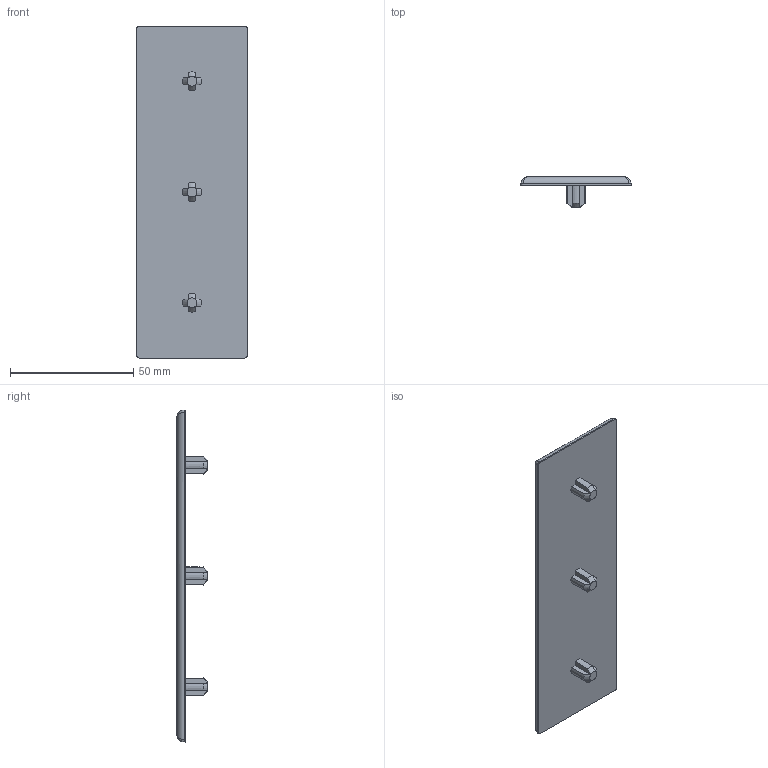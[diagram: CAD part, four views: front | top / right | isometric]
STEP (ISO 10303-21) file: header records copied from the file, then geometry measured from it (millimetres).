
FILE_DESCRIPTION((''),'2;1');
FILE_NAME('12137_POKROV_PRO_PA_45X135_SIV','2022-09-19T08:15:59',('PredragRovcanin'),('Audax d.o.o.'),'CREO PARAMETRIC BY PTC INC, 2020281','CREO PARAMETRIC BY PTC INC, 2020281','');
FILE_SCHEMA(('AP242_MANAGED_MODEL_BASED_3D_ENGINEERING_MIM_LF { 1 0 10303 442 1 1 4 }'));
Length unit declared in the file: millimetre
Products named in the file (1): 12137_POKROV_PRO_PA_45X135_SIV
Bounding box: 44.8 x 12.7 x 134.8 mm (x, y, z)
Volume: 21299.7 mm3; surface area: 13549.8 mm2
Topology: 1 solids, 1 shells, 80 faces, 183 edges, 114 vertices
Faces by surface type: plane 38, cone 24, cylinder 10, bspline 4, extrusion 4
Entity records: 3660 total; most frequent: CARTESIAN_POINT 933, ORIENTED_EDGE 360, DIRECTION 323, COLOUR_RGB 322, PRESENTATION_STYLE_ASSIGNMENT 188, STYLED_ITEM 188, CURVE_STYLE 187, EDGE_CURVE 180
